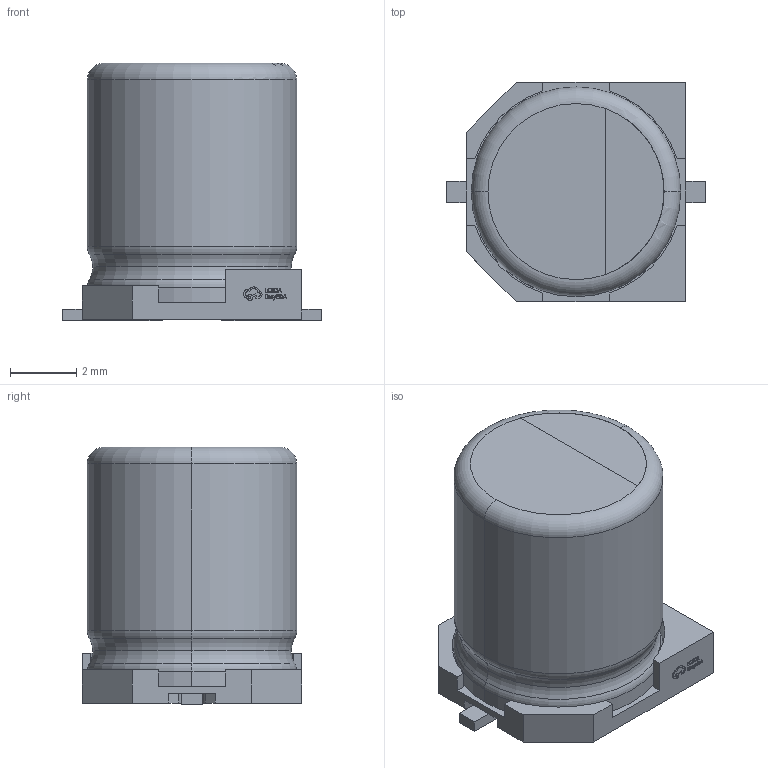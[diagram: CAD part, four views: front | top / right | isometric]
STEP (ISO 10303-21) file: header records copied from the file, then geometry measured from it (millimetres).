
FILE_DESCRIPTION(('FreeCAD Model'),'2;1');
FILE_NAME('Open CASCADE Shape Model','2024-08-03T15:32:03',(''),(''), 'Open CASCADE STEP processor 7.6','FreeCAD','Unknown');
FILE_SCHEMA(('AUTOMOTIVE_DESIGN { 1 0 10303 214 1 1 1 1 }'));
Length unit declared in the file: millimetre
Products named in the file (3): ZfhW-C1; CAP-SMD_BD6.3-L6.6-W6.6-FD; SOLID
Assembly tree (2 placements, depth 3):
  ZfhW-C1
    CAP-SMD_BD6.3-L6.6-W6.6-FD
      SOLID
Bounding box: 7.8 x 6.6 x 7.75 mm (x, y, z)
Volume: 248.5 mm3; surface area: 266.8 mm2
Topology: 1 solids, 1 shells, 303 faces, 813 edges, 536 vertices
Faces by surface type: plane 175, bspline 98, cylinder 20, torus 10
Entity records: 22737 total; most frequent: CARTESIAN_POINT 5513, DIRECTION 2296, LINE 1745, VECTOR 1745, ORIENTED_EDGE 1626, PCURVE 1626, DEFINITIONAL_REPRESENTATION 1626, EDGE_CURVE 813
